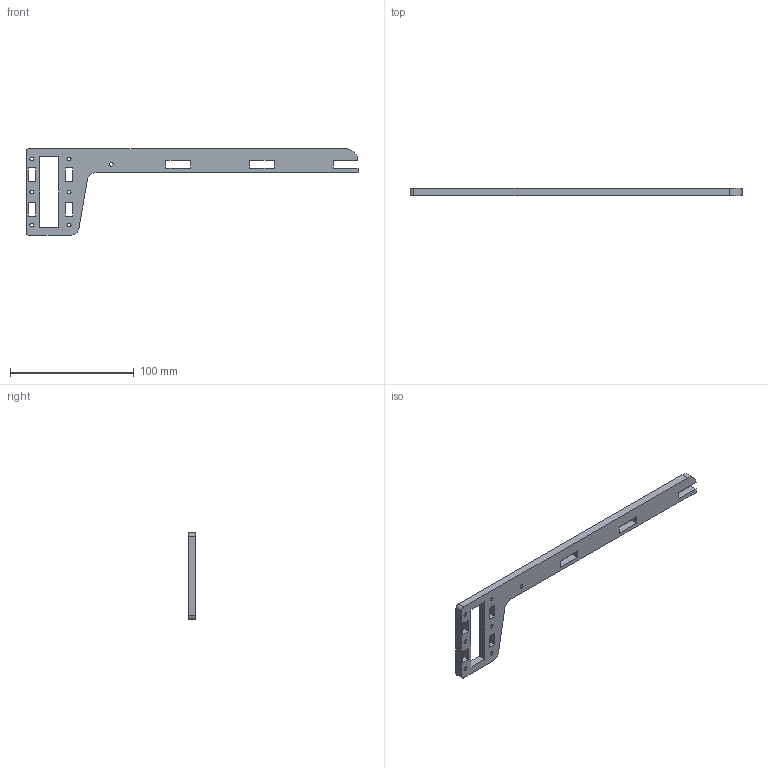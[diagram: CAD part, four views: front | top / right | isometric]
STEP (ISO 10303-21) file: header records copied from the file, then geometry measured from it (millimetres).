
FILE_DESCRIPTION (( 'STEP AP214' ), '1' );
FILE_NAME ('1113-A2P-A.STEP', '2013-05-15T14:51:00', ( '3DAssist' ), ( '' ), 'SwSTEP 2.0', 'SolidWorks 2013', '' );
FILE_SCHEMA (( 'AUTOMOTIVE_DESIGN' ));
Length unit declared in the file: millimetre
Products named in the file (1): 1113-A2P-A
Bounding box: 267.8 x 6 x 70 mm (x, y, z)
Volume: 35466.8 mm3; surface area: 18725.8 mm2
Topology: 1 solids, 1 shells, 51 faces, 147 edges, 98 vertices
Faces by surface type: plane 39, cylinder 12
Full cylindrical faces by diameter (mm): 3 x7
Entity records: 1720 total; most frequent: CARTESIAN_POINT 290, ORIENTED_EDGE 280, DIRECTION 268, EDGE_CURVE 140, VECTOR 116, LINE 116, VERTEX_POINT 98, EDGE_LOOP 86
